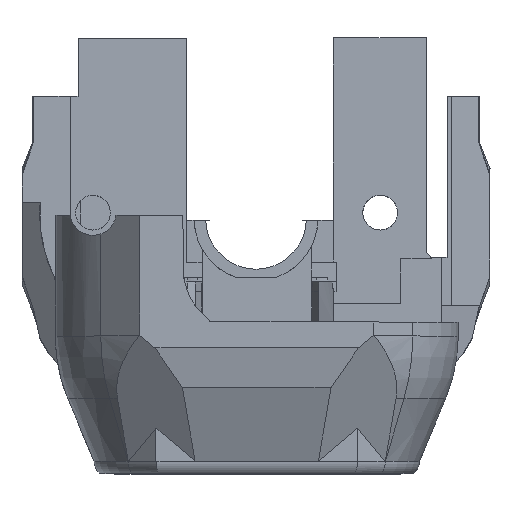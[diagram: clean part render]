
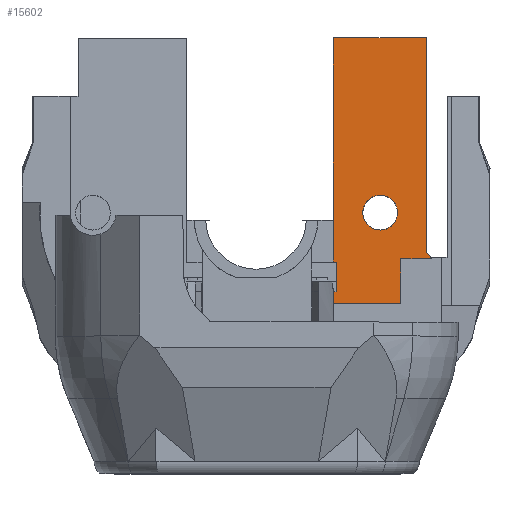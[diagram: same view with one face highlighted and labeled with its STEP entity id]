
A CAD part, top view. The second image highlights one B-rep face of the part: STEP entity #15602.
In plain terms, the highlighted planar face has unit normal (0, 0, 1).
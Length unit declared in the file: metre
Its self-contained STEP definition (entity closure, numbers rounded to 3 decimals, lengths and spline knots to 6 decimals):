
#399=CIRCLE('',#16615,0.00225);
#625=B_SPLINE_CURVE_WITH_KNOTS('',3,(#21621,#21622,#21623,#21624),
 .UNSPECIFIED.,.F.,.F.,(4,4),(0.,1.),.UNSPECIFIED.);
#626=B_SPLINE_CURVE_WITH_KNOTS('',3,(#21626,#21627,#21628,#21629),
 .UNSPECIFIED.,.F.,.F.,(4,4),(0.,1.),.UNSPECIFIED.);
#899=B_SPLINE_CURVE_WITH_KNOTS('',3,(#28202,#28203,#28204,#28205),
 .UNSPECIFIED.,.F.,.F.,(4,4),(0.,1.),.UNSPECIFIED.);
#900=B_SPLINE_CURVE_WITH_KNOTS('',3,(#28207,#28208,#28209,#28210),
 .UNSPECIFIED.,.F.,.F.,(4,4),(0.,1.),.UNSPECIFIED.);
#905=B_SPLINE_CURVE_WITH_KNOTS('',3,(#28328,#28329,#28330,#28331),
 .UNSPECIFIED.,.F.,.F.,(4,4),(0.,1.),.UNSPECIFIED.);
#2922=ORIENTED_EDGE('',*,*,#6970,.F.);
#2923=ORIENTED_EDGE('',*,*,#5940,.T.);
#2924=ORIENTED_EDGE('',*,*,#6971,.T.);
#2925=ORIENTED_EDGE('',*,*,#6972,.T.);
#2926=ORIENTED_EDGE('',*,*,#6973,.F.);
#2927=ORIENTED_EDGE('',*,*,#6974,.F.);
#2928=ORIENTED_EDGE('',*,*,#6975,.F.);
#2929=ORIENTED_EDGE('',*,*,#6976,.F.);
#2930=ORIENTED_EDGE('',*,*,#6977,.F.);
#2931=ORIENTED_EDGE('',*,*,#6825,.T.);
#2932=ORIENTED_EDGE('',*,*,#6978,.F.);
#2933=ORIENTED_EDGE('',*,*,#6979,.F.);
#2934=ORIENTED_EDGE('',*,*,#6980,.F.);
#2935=ORIENTED_EDGE('',*,*,#6821,.F.);
#2936=ORIENTED_EDGE('',*,*,#6924,.F.);
#2937=ORIENTED_EDGE('',*,*,#6929,.T.);
#2938=ORIENTED_EDGE('',*,*,#6928,.T.);
#2939=ORIENTED_EDGE('',*,*,#6981,.T.);
#2940=ORIENTED_EDGE('',*,*,#6982,.F.);
#2941=ORIENTED_EDGE('',*,*,#5942,.F.);
#2942=ORIENTED_EDGE('',*,*,#5941,.F.);
#5940=EDGE_CURVE('',#8308,#8307,#9810,.T.);
#5941=EDGE_CURVE('',#8308,#8309,#625,.T.);
#5942=EDGE_CURVE('',#8309,#8310,#626,.T.);
#6821=EDGE_CURVE('',#8924,#8925,#10301,.T.);
#6825=EDGE_CURVE('',#8928,#8929,#10305,.T.);
#6924=EDGE_CURVE('',#8995,#8924,#10360,.T.);
#6928=EDGE_CURVE('',#8998,#8997,#899,.F.);
#6929=EDGE_CURVE('',#8995,#8998,#900,.F.);
#6970=EDGE_CURVE('',#9018,#9018,#399,.T.);
#6971=EDGE_CURVE('',#8307,#9019,#10390,.T.);
#6972=EDGE_CURVE('',#9019,#9020,#10391,.F.);
#6973=EDGE_CURVE('',#9021,#9020,#10392,.T.);
#6974=EDGE_CURVE('',#9022,#9021,#10393,.T.);
#6975=EDGE_CURVE('',#9023,#9022,#10394,.T.);
#6976=EDGE_CURVE('',#9024,#9023,#10395,.T.);
#6977=EDGE_CURVE('',#8928,#9024,#10396,.T.);
#6978=EDGE_CURVE('',#9025,#8929,#10397,.T.);
#6979=EDGE_CURVE('',#9026,#9025,#10398,.T.);
#6980=EDGE_CURVE('',#8925,#9026,#10399,.T.);
#6981=EDGE_CURVE('',#8997,#9027,#905,.T.);
#6982=EDGE_CURVE('',#8310,#9027,#10400,.T.);
#8307=VERTEX_POINT('',#21618);
#8308=VERTEX_POINT('',#21620);
#8309=VERTEX_POINT('',#21625);
#8310=VERTEX_POINT('',#21630);
#8924=VERTEX_POINT('',#27938);
#8925=VERTEX_POINT('',#27939);
#8928=VERTEX_POINT('',#27947);
#8929=VERTEX_POINT('',#27948);
#8995=VERTEX_POINT('',#28193);
#8997=VERTEX_POINT('',#28201);
#8998=VERTEX_POINT('',#28206);
#9018=VERTEX_POINT('',#28309);
#9019=VERTEX_POINT('',#28311);
#9020=VERTEX_POINT('',#28313);
#9021=VERTEX_POINT('',#28315);
#9022=VERTEX_POINT('',#28317);
#9023=VERTEX_POINT('',#28319);
#9024=VERTEX_POINT('',#28321);
#9025=VERTEX_POINT('',#28324);
#9026=VERTEX_POINT('',#28326);
#9027=VERTEX_POINT('',#28332);
#9810=LINE('',#21619,#11441);
#10301=LINE('',#27937,#11932);
#10305=LINE('',#27946,#11936);
#10360=LINE('',#28192,#11991);
#10390=LINE('',#28310,#12021);
#10391=LINE('',#28312,#12022);
#10392=LINE('',#28314,#12023);
#10393=LINE('',#28316,#12024);
#10394=LINE('',#28318,#12025);
#10395=LINE('',#28320,#12026);
#10396=LINE('',#28322,#12027);
#10397=LINE('',#28323,#12028);
#10398=LINE('',#28325,#12029);
#10399=LINE('',#28327,#12030);
#10400=LINE('',#28333,#12031);
#11441=VECTOR('',#17524,1.);
#11932=VECTOR('',#18655,1.);
#11936=VECTOR('',#18661,1.);
#11991=VECTOR('',#18836,1.);
#12021=VECTOR('',#18928,1.);
#12022=VECTOR('',#18929,1.);
#12023=VECTOR('',#18930,1.);
#12024=VECTOR('',#18931,1.);
#12025=VECTOR('',#18932,1.);
#12026=VECTOR('',#18933,1.);
#12027=VECTOR('',#18934,1.);
#12028=VECTOR('',#18935,1.);
#12029=VECTOR('',#18936,1.);
#12030=VECTOR('',#18937,1.);
#12031=VECTOR('',#18938,1.);
#13265=EDGE_LOOP('',(#2922));
#13266=EDGE_LOOP('',(#2923,#2924,#2925,#2926,#2927,#2928,#2929,#2930,#2931,
#2932,#2933,#2934,#2935,#2936,#2937,#2938,#2939,#2940,#2941,#2942));
#14129=FACE_BOUND('',#13265,.T.);
#14130=FACE_BOUND('',#13266,.T.);
#14857=PLANE('',#16614);
#15602=ADVANCED_FACE('',(#14129,#14130),#14857,.T.);
#16614=AXIS2_PLACEMENT_3D('',#28307,#18924,#18925);
#16615=AXIS2_PLACEMENT_3D('',#28308,#18926,#18927);
#17524=DIRECTION('',(0.,-1.,0.));
#18655=DIRECTION('',(0.61,-0.793,0.));
#18661=DIRECTION('',(1.,0.,0.));
#18836=DIRECTION('',(0.,-1.,0.));
#18924=DIRECTION('',(0.,0.,1.));
#18925=DIRECTION('',(1.,0.,0.));
#18926=DIRECTION('',(0.,0.,1.));
#18927=DIRECTION('',(1.,0.,0.));
#18928=DIRECTION('',(0.,-1.,0.));
#18929=DIRECTION('',(0.,1.,0.));
#18930=DIRECTION('',(0.,1.,0.));
#18931=DIRECTION('',(-1.,0.,0.));
#18932=DIRECTION('',(0.,1.,0.));
#18933=DIRECTION('',(1.,0.,0.));
#18934=DIRECTION('',(0.,1.,0.));
#18935=DIRECTION('',(0.,-1.,0.));
#18936=DIRECTION('',(-1.,0.,0.));
#18937=DIRECTION('',(0.,-1.,0.));
#18938=DIRECTION('',(1.,0.,0.));
#21618=CARTESIAN_POINT('',(0.005104,0.02036,0.033755));
#21619=CARTESIAN_POINT('',(0.005104,0.03817,0.033755));
#21620=CARTESIAN_POINT('',(0.005104,0.03817,0.033755));
#21621=CARTESIAN_POINT('',(0.005104,0.03817,0.033755));
#21622=CARTESIAN_POINT('',(0.005104,0.038442,0.033755));
#21623=CARTESIAN_POINT('',(0.005104,0.038714,0.033755));
#21624=CARTESIAN_POINT('',(0.005104,0.038986,0.033755));
#21625=CARTESIAN_POINT('',(0.005104,0.038986,0.033755));
#21626=CARTESIAN_POINT('',(0.005104,0.038986,0.033755));
#21627=CARTESIAN_POINT('',(0.005104,0.040653,0.033755));
#21628=CARTESIAN_POINT('',(0.005104,0.04232,0.033755));
#21629=CARTESIAN_POINT('',(0.005104,0.043986,0.033755));
#21630=CARTESIAN_POINT('',(0.005104,0.043986,0.033755));
#27937=CARTESIAN_POINT('',(0.01752,0.015829,0.033755));
#27938=CARTESIAN_POINT('',(0.017105,0.016369,0.033755));
#27939=CARTESIAN_POINT('',(0.017803,0.015461,0.033755));
#27946=CARTESIAN_POINT('',(0.004105,0.009604,0.033755));
#27947=CARTESIAN_POINT('',(0.005111,0.009604,0.033755));
#27948=CARTESIAN_POINT('',(0.013798,0.009604,0.033755));
#28192=CARTESIAN_POINT('',(0.017105,0.03817,0.033755));
#28193=CARTESIAN_POINT('',(0.017105,0.03817,0.033755));
#28201=CARTESIAN_POINT('',(0.017105,0.043986,0.033755));
#28202=CARTESIAN_POINT('',(0.017105,0.043986,0.033755));
#28203=CARTESIAN_POINT('',(0.017105,0.04232,0.033755));
#28204=CARTESIAN_POINT('',(0.017105,0.040653,0.033755));
#28205=CARTESIAN_POINT('',(0.017105,0.038986,0.033755));
#28206=CARTESIAN_POINT('',(0.017105,0.038986,0.033755));
#28207=CARTESIAN_POINT('',(0.017105,0.038986,0.033755));
#28208=CARTESIAN_POINT('',(0.017105,0.038714,0.033755));
#28209=CARTESIAN_POINT('',(0.017105,0.038442,0.033755));
#28210=CARTESIAN_POINT('',(0.017105,0.03817,0.033755));
#28307=CARTESIAN_POINT('',(0.004105,0.01115,0.033755));
#28308=CARTESIAN_POINT('',(0.011158,0.021351,0.033755));
#28309=CARTESIAN_POINT('',(0.013408,0.021351,0.033755));
#28310=CARTESIAN_POINT('',(0.005104,0.03817,0.033755));
#28311=CARTESIAN_POINT('',(0.005104,0.015278,0.033755));
#28312=CARTESIAN_POINT('',(0.005104,0.01115,0.033755));
#28313=CARTESIAN_POINT('',(0.005108,0.0151,0.033755));
#28314=CARTESIAN_POINT('',(0.005111,0.01115,0.033755));
#28315=CARTESIAN_POINT('',(0.005111,0.014864,0.033755));
#28316=CARTESIAN_POINT('',(0.007739,0.014864,0.033755));
#28317=CARTESIAN_POINT('',(0.005451,0.014864,0.033755));
#28318=CARTESIAN_POINT('',(0.005451,0.01115,0.033755));
#28319=CARTESIAN_POINT('',(0.005451,0.011136,0.033755));
#28320=CARTESIAN_POINT('',(0.004105,0.011136,0.033755));
#28321=CARTESIAN_POINT('',(0.005111,0.011136,0.033755));
#28322=CARTESIAN_POINT('',(0.005111,0.01115,0.033755));
#28323=CARTESIAN_POINT('',(0.013798,0.01115,0.033755));
#28324=CARTESIAN_POINT('',(0.013798,0.015397,0.033755));
#28325=CARTESIAN_POINT('',(0.004105,0.015397,0.033755));
#28326=CARTESIAN_POINT('',(0.017803,0.015397,0.033755));
#28327=CARTESIAN_POINT('',(0.017803,0.01115,0.033755));
#28328=CARTESIAN_POINT('',(0.017105,0.043986,0.033755));
#28329=CARTESIAN_POINT('',(0.013771,0.043986,0.033755));
#28330=CARTESIAN_POINT('',(0.010438,0.043986,0.033755));
#28331=CARTESIAN_POINT('',(0.007105,0.043986,0.033755));
#28332=CARTESIAN_POINT('',(0.007105,0.043986,0.033755));
#28333=CARTESIAN_POINT('',(0.004105,0.043986,0.033755));
